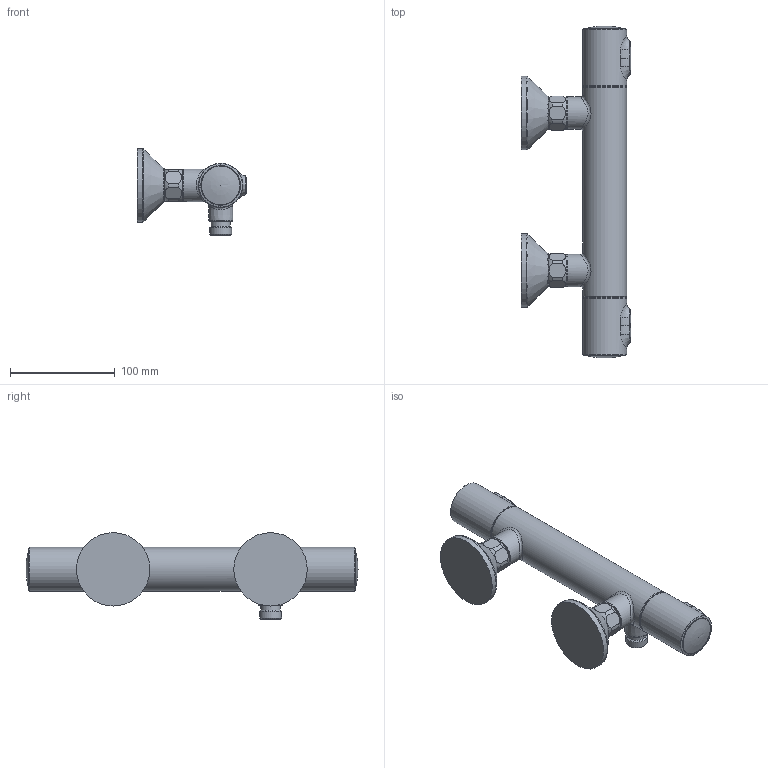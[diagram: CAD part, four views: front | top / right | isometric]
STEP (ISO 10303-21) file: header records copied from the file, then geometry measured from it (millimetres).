
FILE_DESCRIPTION(/* description */ ('Unknown'),/* implementation_level */ '2;1');
FILE_NAME(/* name */ '34793000',/* time_stamp */ '2022-09-02T11:01:22+02:00',/* author */ ('Unknown'),/* organization */ ('GROHE AG'),/* preprocessor_version */ 'ST-DEVELOPER v16.7',/* originating_system */ 'DEX',/* authorisation */ $);
FILE_SCHEMA (('AUTOMOTIVE_DESIGN {1 0 10303 214 3 1 1}'));
Length unit declared in the file: millimetre
Products named in the file (5): 34793000; A4296603_GRT500_main body_20191212; id66; A4296604_GRT500_handle_20191212; A4296605_GRT500_button_20191212
Assembly tree (4 placements, depth 2):
  34793000
    A4296603_GRT500_main body_20191212
    id66
    A4296604_GRT500_handle_20191212
    A4296605_GRT500_button_20191212
Bounding box: 104.7 x 316.53 x 82.7 mm (x, y, z)
Volume: 441988.3 mm3; surface area: 94610.5 mm2
Topology: 3 solids, 62 shells, 510 faces, 2486 edges, 2017 vertices
Faces by surface type: bspline 291, plane 107, cylinder 46, cone 37, torus 29
Full cylindrical faces by diameter (mm): 14.8 x1, 15 x1, 18.4 x1, 19.2 x1, 20.96 x1, 28 x2, 31 x4, 42 x5, 70 x2
Entity records: 36644 total; most frequent: CARTESIAN_POINT 20746, ORIENTED_EDGE 3162, EDGE_CURVE 2374, DIRECTION 2019, VERTEX_POINT 1989, B_SPLINE_CURVE_WITH_KNOTS 1372, AXIS2_PLACEMENT_3D 807, FACE_BOUND 622
